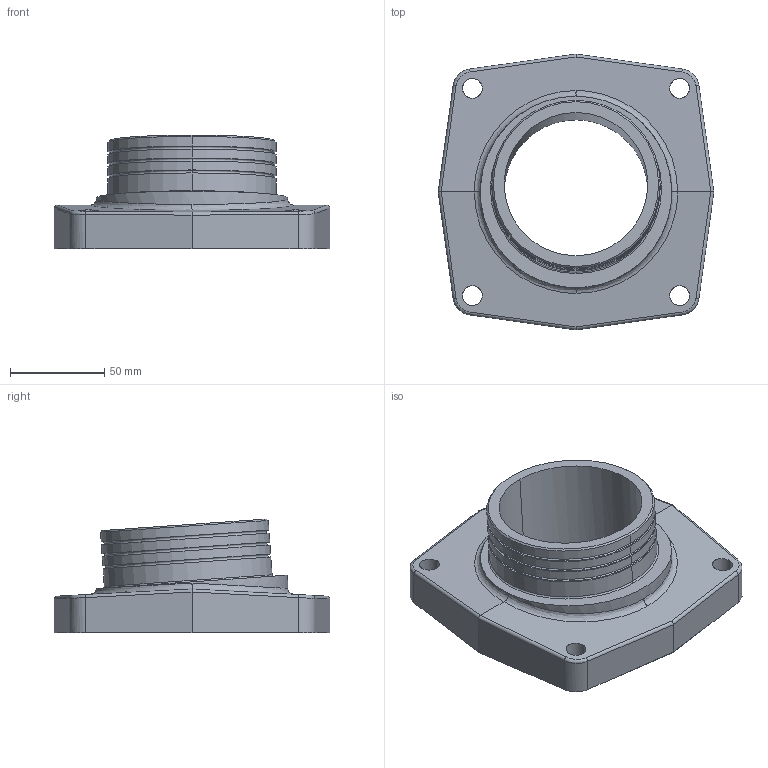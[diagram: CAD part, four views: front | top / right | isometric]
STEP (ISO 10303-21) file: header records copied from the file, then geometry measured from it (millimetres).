
FILE_DESCRIPTION((''),'2;1');
FILE_NAME('C20946_PRT','2006-03-17T',('work1'),(''),'PRO/ENGINEER BY PARAMETRIC TECHNOLOGY CORPORATION, 2005110','PRO/ENGINEER BY PARAMETRIC TECHNOLOGY CORPORATION, 2005110','');
FILE_SCHEMA(('CONFIG_CONTROL_DESIGN'));
Length unit declared in the file: inch
Products named in the file (1): C20946_PRT
Bounding box: 146.31 x 146.31 x 60.45 mm (x, y, z)
Volume: 363290.7 mm3; surface area: 66034.5 mm2
Topology: 1 solids, 1 shells, 72 faces, 167 edges, 104 vertices
Faces by surface type: cylinder 35, plane 19, bspline 8, torus 8, cone 2
Entity records: 2764 total; most frequent: CARTESIAN_POINT 1128, ORIENTED_EDGE 334, DIRECTION 314, EDGE_CURVE 167, AXIS2_PLACEMENT_3D 126, VERTEX_POINT 104, EDGE_LOOP 89, FACE_OUTER_BOUND 72
